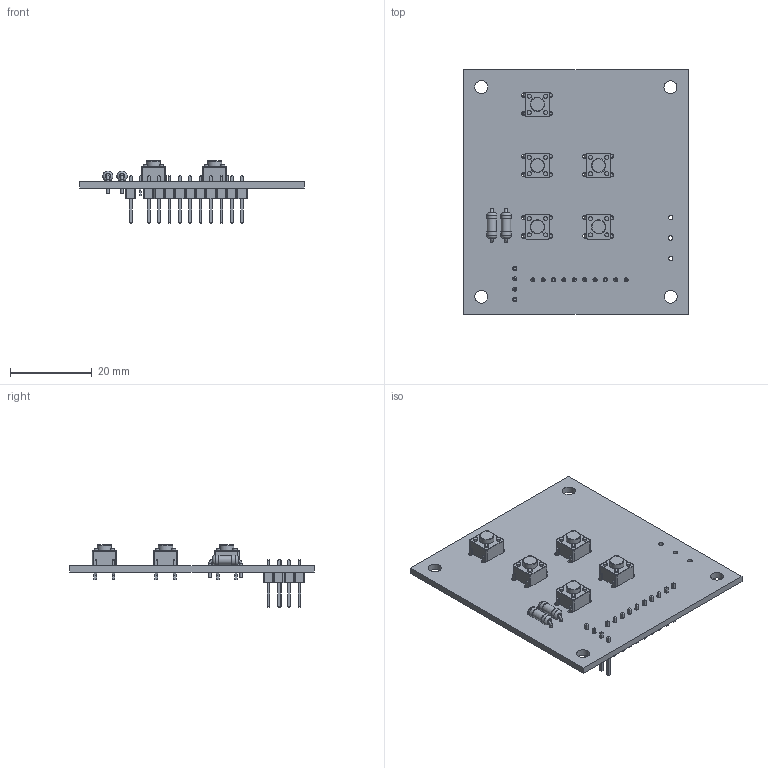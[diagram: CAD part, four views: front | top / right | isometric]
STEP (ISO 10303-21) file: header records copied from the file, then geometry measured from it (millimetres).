
FILE_DESCRIPTION(('KiCad electronic assembly'),'2;1');
FILE_NAME('LCD_PCB.step','2024-12-06T16:32:04',('Pcbnew'),('Kicad'), 'Open CASCADE STEP processor 7.8','KiCad to STEP converter','Unknown' );
FILE_SCHEMA(('AUTOMOTIVE_DESIGN { 1 0 10303 214 1 1 1 1 }'));
Length unit declared in the file: millimetre
Products named in the file (10): LCD_PCB 1; SW_PUSH_6mm_H5mm; SW_PUSH_6mm_h5mm; R_Axial_DIN0207_L6.3mm_D2.5mm_P7.62mm_Horizontal; R_Axial_DIN0207_L63mm_D25mm_P762mm_Horizontal; PinHeader_1x04_P2.54mm_Vertical; PinHeader_1x04_P254mm_Vertical; PinHeader_1x10_P2.54mm_Vertical; PinHeader_1x10_P254mm_Vertical; LCD_PCB_PCB
Assembly tree (14 placements, depth 3):
  LCD_PCB 1
    SW_PUSH_6mm_H5mm  x5
      SW_PUSH_6mm_h5mm
    R_Axial_DIN0207_L6.3mm_D2.5mm_P7.62mm_Horizontal  x2
      R_Axial_DIN0207_L63mm_D25mm_P762mm_Horizontal
    PinHeader_1x04_P2.54mm_Vertical
      PinHeader_1x04_P254mm_Vertical
    PinHeader_1x10_P2.54mm_Vertical
      PinHeader_1x10_P254mm_Vertical
    LCD_PCB_PCB
Bounding box: 55 x 60 x 15.24 mm (x, y, z)
Volume: 6249.6 mm3; surface area: 9016.3 mm2
Topology: 10 solids, 10 shells, 950 faces, 2402 edges, 1533 vertices
Faces by surface type: plane 677, cylinder 260, torus 13
Full cylindrical faces by diameter (mm): 0.6 x4, 0.8 x4, 1 x34, 1.1 x23, 2.25 x2, 2.5 x4, 3.2 x4, 3.5 x5
Entity records: 18884 total; most frequent: CARTESIAN_POINT 2936, ORIENTED_EDGE 2542, DIRECTION 2515, EDGE_CURVE 1271, LINE 1083, VECTOR 1083, VERTEX_POINT 803, AXIS2_PLACEMENT_3D 716
